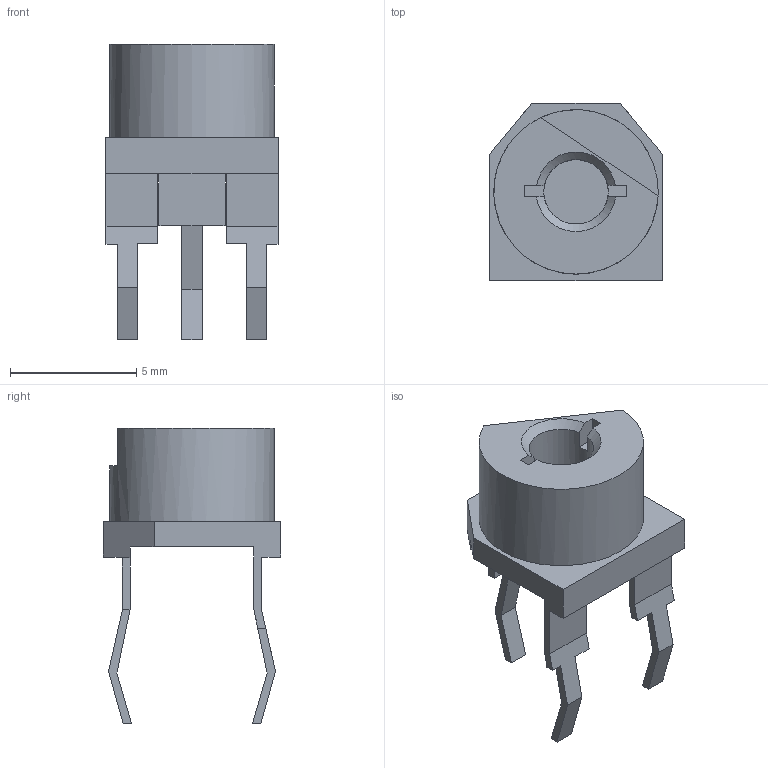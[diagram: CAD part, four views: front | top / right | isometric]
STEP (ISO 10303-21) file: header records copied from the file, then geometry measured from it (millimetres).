
FILE_DESCRIPTION(('FreeCAD Model'),'2;1');
FILE_NAME('KiCad/*3d_CAD Models/Trimmer_Blue_Small_3306F.step','2020-01-31T15:11:29',('Author'),( ''),'Open CASCADE STEP processor 7.2','FreeCAD','Unknown');
FILE_SCHEMA(('AUTOMOTIVE_DESIGN { 1 0 10303 214 1 1 1 1 }'));
Length unit declared in the file: millimetre
Products named in the file (1): Trimmer_Blue_Small-330F
Bounding box: 6.8 x 7 x 11.7 mm (x, y, z)
Volume: 159.6 mm3; surface area: 283.4 mm2
Topology: 1 solids, 1 shells, 64 faces, 178 edges, 118 vertices
Faces by surface type: plane 60, cylinder 2, cone 2
Full cylindrical faces by diameter (mm): 2.55 x1, 6.5 x1
Entity records: 2483 total; most frequent: CARTESIAN_POINT 361, ORIENTED_EDGE 356, DIRECTION 324, EDGE_CURVE 178, LINE 162, VECTOR 162, VERTEX_POINT 118, AXIS2_PLACEMENT_3D 81
